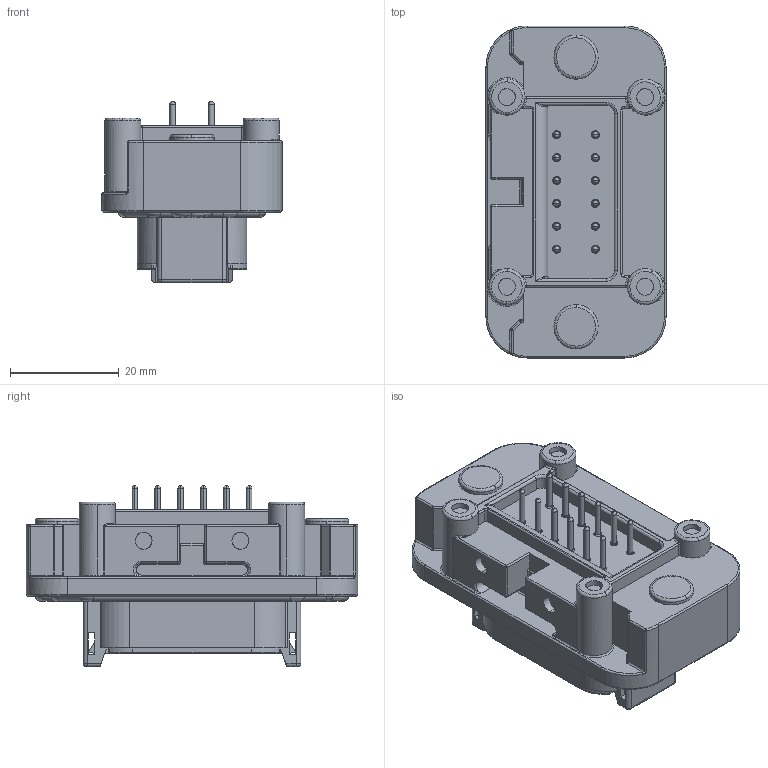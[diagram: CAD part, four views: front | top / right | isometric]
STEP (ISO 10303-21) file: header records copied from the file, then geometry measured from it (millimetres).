
FILE_DESCRIPTION (( 'STEP AP214' ), '1' );
FILE_NAME ('C-ATM15-12PB-BM01_3D.stp', '2018-09-05T13:51:38', ( '' ), ( '' ), 'SwSTEP 2.0', 'SolidWorks 2018', '' );
FILE_SCHEMA (( 'AUTOMOTIVE_DESIGN' ));
Length unit declared in the file: millimetre
Products named in the file (1): C-ATM15-12PB-BM01_3D
Bounding box: 33.1 x 60.96 x 33.25 mm (x, y, z)
Volume: 25268.1 mm3; surface area: 13790.4 mm2
Topology: 1 solids, 3 shells, 1249 faces, 3438 edges, 2144 vertices
Faces by surface type: bspline 450, plane 402, cylinder 313, cone 80, torus 4
Entity records: 49729 total; most frequent: CARTESIAN_POINT 21995, ORIENTED_EDGE 6642, DIRECTION 4424, EDGE_CURVE 3321, VERTEX_POINT 2144, LINE 1494, VECTOR 1494, AXIS2_PLACEMENT_3D 1465
